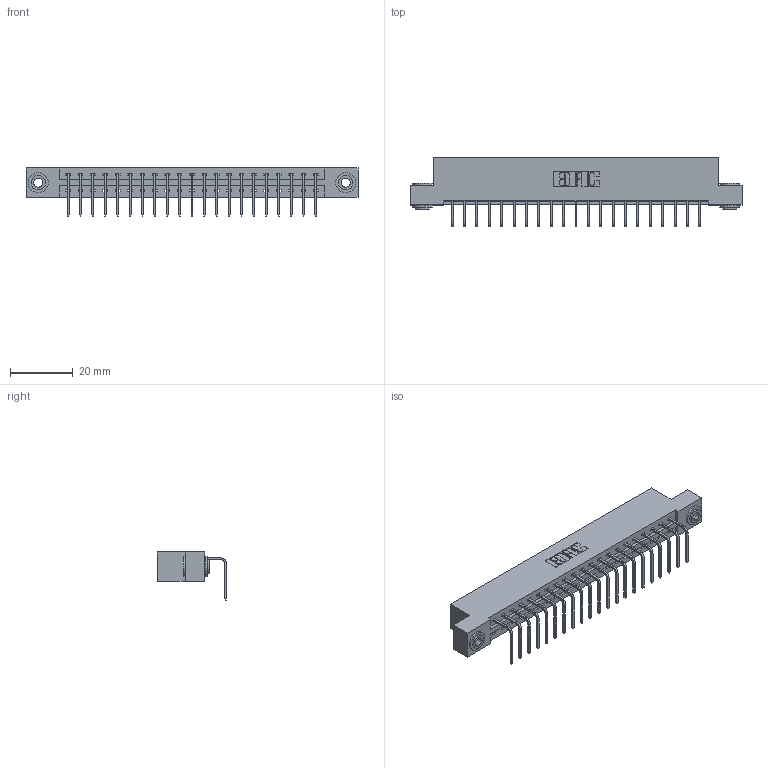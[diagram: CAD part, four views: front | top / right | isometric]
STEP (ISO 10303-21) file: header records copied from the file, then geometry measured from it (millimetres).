
FILE_DESCRIPTION (( 'STEP AP203' ), '1' );
FILE_NAME ('337-021-558-103.STEP', '2018-08-05T12:06:47', ( '' ), ( '' ), 'SwSTEP 2.0', 'SolidWorks 2016', '' );
FILE_SCHEMA (( 'CONFIG_CONTROL_DESIGN' ));
Length unit declared in the file: inch
Products named in the file (4): 337 Part_Flush Mounting Lugs - 0.156 Dia-TH; 345-292-001_558 Tail - 2; 345-250-002_345-250-002-102; 337-021-558-103
Assembly tree (24 placements, depth 2):
  337-021-558-103
    337 Part_Flush Mounting Lugs - 0.156 Dia-TH
    345-292-001_558 Tail - 2  x21
    345-250-002_345-250-002-102  x2
Bounding box: 106.22 x 22.17 x 15.37 mm (x, y, z)
Volume: 10866.6 mm3; surface area: 11775.1 mm2
Topology: 24 solids, 24 shells, 1496 faces, 4461 edges, 2942 vertices
Faces by surface type: plane 1088, cylinder 400, cone 8
Entity records: 19060 total; most frequent: CARTESIAN_POINT 3296, ORIENTED_EDGE 3246, DIRECTION 2851, EDGE_CURVE 1623, LINE 1471, VECTOR 1471, VERTEX_POINT 1078, AXIS2_PLACEMENT_3D 690
